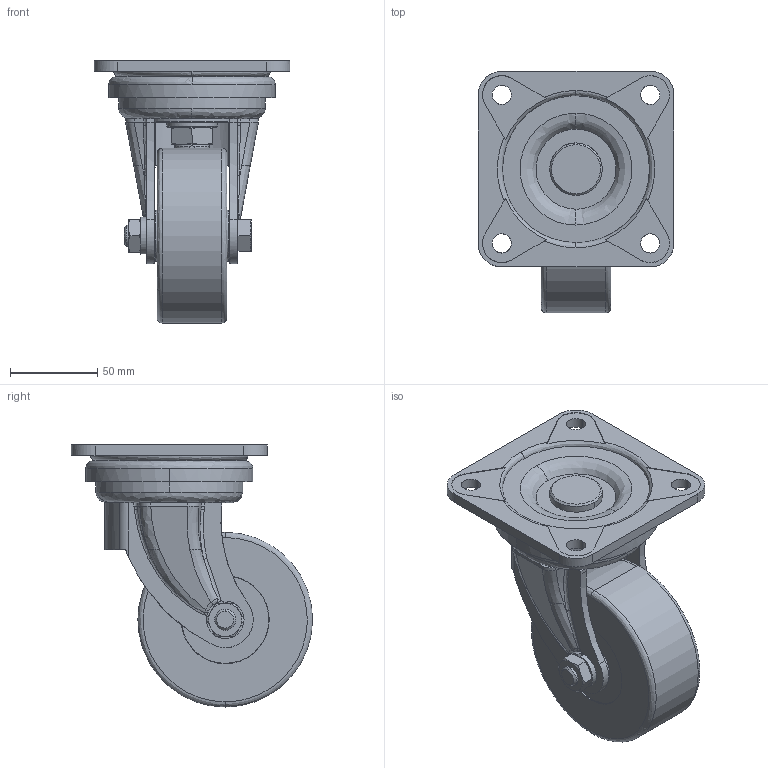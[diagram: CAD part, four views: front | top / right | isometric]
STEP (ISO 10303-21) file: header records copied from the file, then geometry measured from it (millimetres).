
FILE_DESCRIPTION (( 'STEP AP203' ), '1' );
FILE_NAME ('K-570J-100.STEP', '2010-02-24T05:34:22', ( ' ' ), ( ' ' ), 'SwSTEP 2.0', 'SolidWorks 2007', '' );
FILE_SCHEMA (( 'CONFIG_CONTROL_DESIGN' ));
Length unit declared in the file: millimetre
Products named in the file (6): 5_蹬怮椔; 3_蹬怮椔; K-570J-100; 4_蹬怮椔; 2_蹬怮椔; 1_蹬怮椔
Assembly tree (5 placements, depth 2):
  K-570J-100
    4_蹬怮椔
    3_蹬怮椔
    1_蹬怮椔
    2_蹬怮椔
    5_蹬怮椔
Bounding box: 112 x 138 x 150 mm (x, y, z)
Volume: 524773.7 mm3; surface area: 119472 mm2
Topology: 5 solids, 10 shells, 468 faces, 1138 edges, 699 vertices
Faces by surface type: bspline 148, plane 142, cylinder 122, cone 56
Entity records: 39311 total; most frequent: CARTESIAN_POINT 29288, ORIENTED_EDGE 2260, DIRECTION 1416, EDGE_CURVE 1130, VERTEX_POINT 699, AXIS2_PLACEMENT_3D 540, B_SPLINE_CURVE_WITH_KNOTS 538, EDGE_LOOP 515
